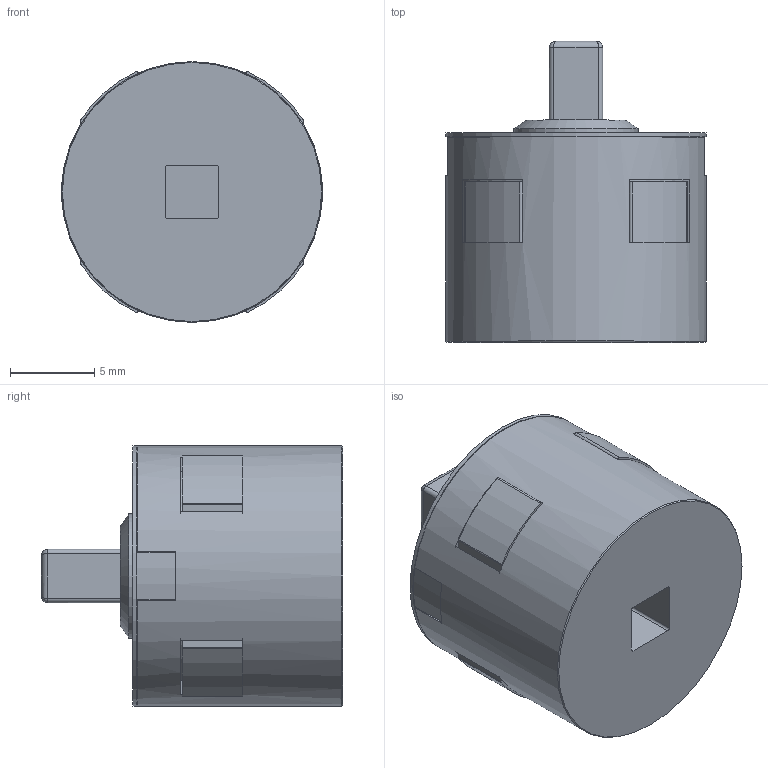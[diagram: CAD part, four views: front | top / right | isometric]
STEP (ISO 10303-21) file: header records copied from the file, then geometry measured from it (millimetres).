
FILE_DESCRIPTION(/* description */ (''),/* implementation_level */ '2;1');
FILE_NAME(/* name */ '(VEXplorer) Motor Clutch Assembly.ipt.step',/* time_stamp */ '2020-04-16T23:21:32-04:00',/* author */ ('Jordan'),/* organization */ (''),/* preprocessor_version */ 'ST-DEVELOPER v17',/* originating_system */ 'Autodesk Inventor 2019',/* authorisation */ '');
FILE_SCHEMA (('AUTOMOTIVE_DESIGN { 1 0 10303 214 3 1 1 }'));
Length unit declared in the file: inch
Products named in the file (1): (VEXplorer) Motor Clutch Assembly
Bounding box: 15.49 x 17.88 x 15.49 mm (x, y, z)
Volume: 2371.3 mm3; surface area: 1468.1 mm2
Topology: 2 solids, 2 shells, 106 faces, 272 edges, 174 vertices
Faces by surface type: plane 62, cylinder 38, bspline 4, cone 2
Full cylindrical faces by diameter (mm): 7.366 x1, 13.97 x1, 15.494 x2
Entity records: 4487 total; most frequent: CARTESIAN_POINT 1806, DIRECTION 564, ORIENTED_EDGE 536, EDGE_CURVE 268, AXIS2_PLACEMENT_3D 205, VERTEX_POINT 174, LINE 154, VECTOR 154
